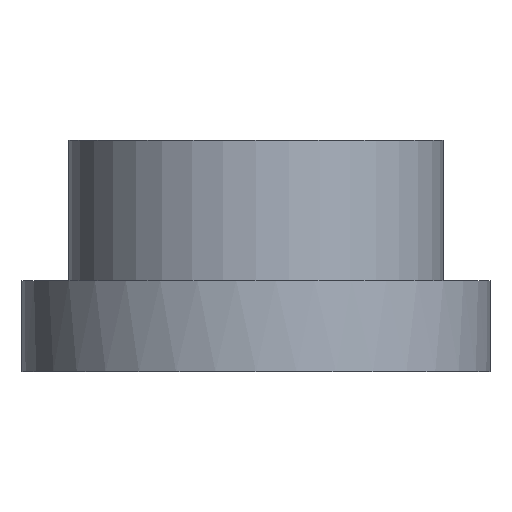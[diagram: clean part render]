
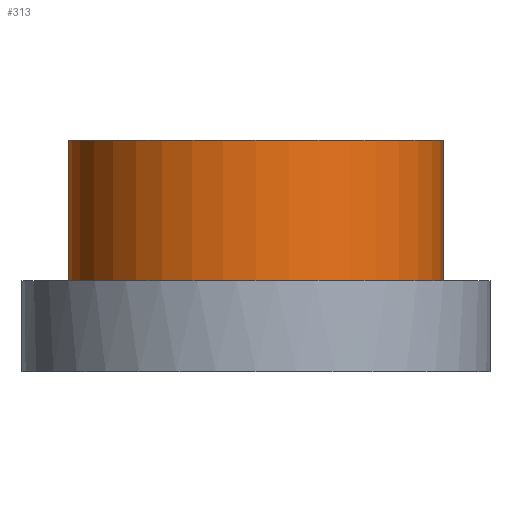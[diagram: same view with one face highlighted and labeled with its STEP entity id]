
A CAD part, front view. The second image highlights one B-rep face of the part: STEP entity #313.
In plain terms, the highlighted cylindrical face has radius 4 mm (diameter 8 mm), a partial arc.
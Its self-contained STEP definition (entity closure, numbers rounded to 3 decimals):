
#3 = LINE ( 'NONE', #291, #320 ) ;
#23 = VERTEX_POINT ( 'NONE', #101 ) ;
#65 = CARTESIAN_POINT ( 'NONE',  ( 4., 0., 3. ) ) ;
#84 = CARTESIAN_POINT ( 'NONE',  ( 0., 0., 0. ) ) ;
#101 = CARTESIAN_POINT ( 'NONE',  ( 4., 0., 0. ) ) ;
#105 = CIRCLE ( 'NONE', #147, 4. ) ;
#106 = DIRECTION ( 'NONE',  ( 0., 0., -1. ) ) ;
#115 = AXIS2_PLACEMENT_3D ( 'NONE', #84, #205, #403 ) ;
#117 = CARTESIAN_POINT ( 'NONE',  ( 0., 0., 3. ) ) ;
#137 = AXIS2_PLACEMENT_3D ( 'NONE', #117, #282, #258 ) ;
#142 = CARTESIAN_POINT ( 'NONE',  ( -4., 0., 3. ) ) ;
#147 = AXIS2_PLACEMENT_3D ( 'NONE', #266, #457, #449 ) ;
#205 = DIRECTION ( 'NONE',  ( 0., 0., 1. ) ) ;
#209 = ORIENTED_EDGE ( 'NONE', *, *, #373, .T. ) ;
#215 = CARTESIAN_POINT ( 'NONE',  ( -4., 0., 0. ) ) ;
#222 = EDGE_LOOP ( 'NONE', ( #239, #226, #415, #209 ) ) ;
#226 = ORIENTED_EDGE ( 'NONE', *, *, #306, .F. ) ;
#239 = ORIENTED_EDGE ( 'NONE', *, *, #303, .T. ) ;
#258 = DIRECTION ( 'NONE',  ( -1., 0., 0. ) ) ;
#266 = CARTESIAN_POINT ( 'NONE',  ( 0., 0., 3. ) ) ;
#282 = DIRECTION ( 'NONE',  ( 0., 0., -1. ) ) ;
#291 = CARTESIAN_POINT ( 'NONE',  ( 4., 0., 3. ) ) ;
#303 = EDGE_CURVE ( 'NONE', #500, #23, #489, .T. ) ;
#306 = EDGE_CURVE ( 'NONE', #363, #23, #3, .T. ) ;
#313 = ADVANCED_FACE ( 'NONE', ( #333 ), #480, .T. ) ;
#320 = VECTOR ( 'NONE', #408, 1000. ) ;
#333 = FACE_OUTER_BOUND ( 'NONE', #222, .T. ) ;
#363 = VERTEX_POINT ( 'NONE', #65 ) ;
#368 = VECTOR ( 'NONE', #106, 1000. ) ;
#372 = LINE ( 'NONE', #379, #368 ) ;
#373 = EDGE_CURVE ( 'NONE', #420, #500, #372, .T. ) ;
#379 = CARTESIAN_POINT ( 'NONE',  ( -4., 0., 3. ) ) ;
#398 = EDGE_CURVE ( 'NONE', #420, #363, #105, .T. ) ;
#403 = DIRECTION ( 'NONE',  ( -1., 0., 0. ) ) ;
#408 = DIRECTION ( 'NONE',  ( 0., 0., -1. ) ) ;
#415 = ORIENTED_EDGE ( 'NONE', *, *, #398, .F. ) ;
#420 = VERTEX_POINT ( 'NONE', #142 ) ;
#449 = DIRECTION ( 'NONE',  ( -1., 0., 0. ) ) ;
#457 = DIRECTION ( 'NONE',  ( 0., 0., 1. ) ) ;
#480 = CYLINDRICAL_SURFACE ( 'NONE', #137, 4. ) ;
#489 = CIRCLE ( 'NONE', #115, 4. ) ;
#500 = VERTEX_POINT ( 'NONE', #215 ) ;
